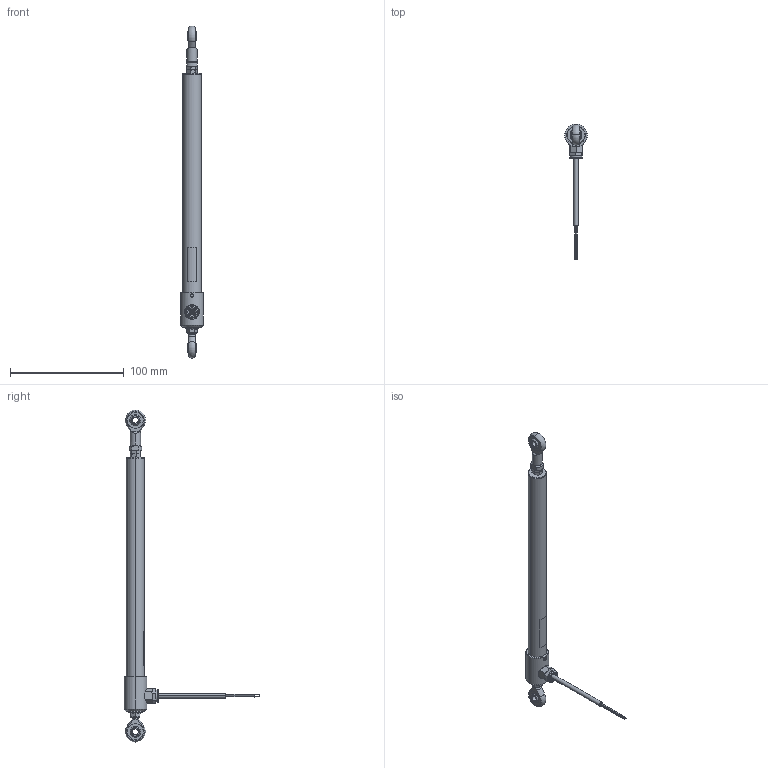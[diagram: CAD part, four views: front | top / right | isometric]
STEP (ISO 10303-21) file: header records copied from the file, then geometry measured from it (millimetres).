
FILE_DESCRIPTION (( 'STEP AP214' ), '1' );
FILE_NAME ('TX2_0150_Kabel_ein.STEP', '2011-01-17T14:16:57', ( 'novotechnik' ), ( 'novotechnik' ), 'SwSTEP 2.0', 'SolidWorks 2010', '' );
FILE_SCHEMA (( 'AUTOMOTIVE_DESIGN' ));
Length unit declared in the file: millimetre
Products named in the file (1): TX2_0150_Kabel_ein
Bounding box: 20 x 119.6 x 292.07 mm (x, y, z)
Surface area: 17806 mm2 (no closed solid volume)
Topology: 0 solids, 21 shells, 202 faces, 514 edges, 331 vertices
Faces by surface type: plane 72, cylinder 59, cone 45, torus 16, bspline 6, sphere 4
Entity records: 8658 total; most frequent: CARTESIAN_POINT 1742, DIRECTION 998, ORIENTED_EDGE 892, EDGE_CURVE 504, AXIS2_PLACEMENT_3D 411, VERTEX_POINT 325, EDGE_LOOP 227, CIRCLE 214
